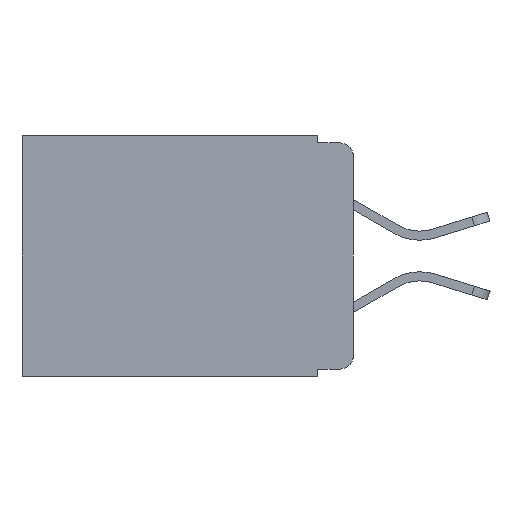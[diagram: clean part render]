
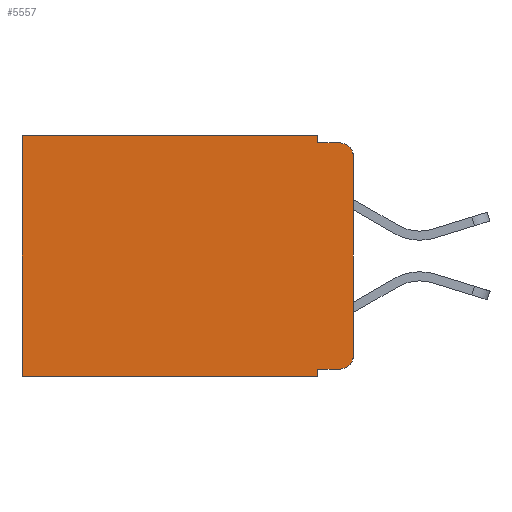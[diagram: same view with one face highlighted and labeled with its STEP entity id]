
A CAD part, left-side view. The second image highlights one B-rep face of the part: STEP entity #5557.
In plain terms, the highlighted planar face has unit normal (-1, 0, 0).
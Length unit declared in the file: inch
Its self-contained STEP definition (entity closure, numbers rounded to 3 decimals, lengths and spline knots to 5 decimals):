
#37 = VERTEX_POINT ( 'NONE', #7176 ) ;
#494 = DIRECTION ( 'NONE',  ( 0., 0., -1. ) ) ;
#810 = CARTESIAN_POINT ( 'NONE',  ( 0.298, 0.051, -0.01 ) ) ;
#816 = DIRECTION ( 'NONE',  ( 0., 0., -1. ) ) ;
#1224 = ORIENTED_EDGE ( 'NONE', *, *, #6465, .T. ) ;
#1226 = CARTESIAN_POINT ( 'NONE',  ( 0.298, 0.02, -0.333 ) ) ;
#1302 = ORIENTED_EDGE ( 'NONE', *, *, #8393, .F. ) ;
#1537 = VECTOR ( 'NONE', #8171, 39.37008 ) ;
#1570 = CARTESIAN_POINT ( 'NONE',  ( 0.298, 0., -0.343 ) ) ;
#1603 = VERTEX_POINT ( 'NONE', #6612 ) ;
#1637 = VERTEX_POINT ( 'NONE', #7018 ) ;
#1690 = PLANE ( 'NONE',  #7283 ) ;
#1758 = ORIENTED_EDGE ( 'NONE', *, *, #2255, .F. ) ;
#1978 = LINE ( 'NONE', #10046, #1537 ) ;
#2044 = CARTESIAN_POINT ( 'NONE',  ( 0.298, 0., -0.03 ) ) ;
#2255 = EDGE_CURVE ( 'NONE', #5825, #1603, #9753, .T. ) ;
#2616 = VECTOR ( 'NONE', #7031, 39.37008 ) ;
#2664 = VECTOR ( 'NONE', #5006, 39.37008 ) ;
#2804 = VECTOR ( 'NONE', #6186, 39.37008 ) ;
#3203 = ORIENTED_EDGE ( 'NONE', *, *, #11825, .F. ) ;
#3330 = VERTEX_POINT ( 'NONE', #5639 ) ;
#3425 = LINE ( 'NONE', #1570, #5894 ) ;
#3430 = CARTESIAN_POINT ( 'NONE',  ( 0.298, 0., 0. ) ) ;
#3712 = AXIS2_PLACEMENT_3D ( 'NONE', #4145, #6855, #9595 ) ;
#3769 = VECTOR ( 'NONE', #11815, 39.37008 ) ;
#3901 = LINE ( 'NONE', #10829, #3769 ) ;
#3991 = EDGE_CURVE ( 'NONE', #7773, #9038, #9938, .T. ) ;
#4145 = CARTESIAN_POINT ( 'NONE',  ( 0.298, 0.02, -0.03 ) ) ;
#4172 = ORIENTED_EDGE ( 'NONE', *, *, #10086, .F. ) ;
#4472 = VERTEX_POINT ( 'NONE', #6718 ) ;
#4952 = CARTESIAN_POINT ( 'NONE',  ( 0.298, 0., 0. ) ) ;
#4987 = CARTESIAN_POINT ( 'NONE',  ( 0.298, 0.051, 0. ) ) ;
#5006 = DIRECTION ( 'NONE',  ( 0., 0., -1. ) ) ;
#5345 = CARTESIAN_POINT ( 'NONE',  ( 0.298, 0., 0. ) ) ;
#5406 = EDGE_CURVE ( 'NONE', #4472, #3330, #3425, .T. ) ;
#5418 = VECTOR ( 'NONE', #7170, 39.37008 ) ;
#5557 = ADVANCED_FACE ( 'NONE', ( #7919 ), #1690, .F. ) ;
#5639 = CARTESIAN_POINT ( 'NONE',  ( 0.298, 0.473, -0.343 ) ) ;
#5709 = LINE ( 'NONE', #10468, #2664 ) ;
#5730 = AXIS2_PLACEMENT_3D ( 'NONE', #6024, #11500, #494 ) ;
#5825 = VERTEX_POINT ( 'NONE', #2044 ) ;
#5845 = VERTEX_POINT ( 'NONE', #4987 ) ;
#5894 = VECTOR ( 'NONE', #6066, 39.37008 ) ;
#6024 = CARTESIAN_POINT ( 'NONE',  ( 0.298, 0.02, -0.313 ) ) ;
#6038 = CIRCLE ( 'NONE', #5730, 0.02 ) ;
#6066 = DIRECTION ( 'NONE',  ( 0., 1., 0. ) ) ;
#6074 = VERTEX_POINT ( 'NONE', #9842 ) ;
#6136 = CARTESIAN_POINT ( 'NONE',  ( 0.298, 0.051, -0.333 ) ) ;
#6186 = DIRECTION ( 'NONE',  ( 0., -1., 0. ) ) ;
#6437 = CARTESIAN_POINT ( 'NONE',  ( 0.298, 0.051, -0.333 ) ) ;
#6465 = EDGE_CURVE ( 'NONE', #9038, #1603, #6038, .T. ) ;
#6612 = CARTESIAN_POINT ( 'NONE',  ( 0.298, 0., -0.313 ) ) ;
#6694 = EDGE_CURVE ( 'NONE', #1637, #3330, #1978, .T. ) ;
#6718 = CARTESIAN_POINT ( 'NONE',  ( 0.298, 0.051, -0.343 ) ) ;
#6855 = DIRECTION ( 'NONE',  ( -1., 0., 0. ) ) ;
#7018 = CARTESIAN_POINT ( 'NONE',  ( 0.298, 0.473, 0. ) ) ;
#7031 = DIRECTION ( 'NONE',  ( 0., -1., 0. ) ) ;
#7106 = ORIENTED_EDGE ( 'NONE', *, *, #7350, .T. ) ;
#7170 = DIRECTION ( 'NONE',  ( 0., 1., 0. ) ) ;
#7176 = CARTESIAN_POINT ( 'NONE',  ( 0.298, 0.02, -0.01 ) ) ;
#7283 = AXIS2_PLACEMENT_3D ( 'NONE', #5345, #8980, #816 ) ;
#7350 = EDGE_CURVE ( 'NONE', #5825, #37, #10163, .T. ) ;
#7439 = ORIENTED_EDGE ( 'NONE', *, *, #3991, .T. ) ;
#7773 = VERTEX_POINT ( 'NONE', #6437 ) ;
#7834 = ORIENTED_EDGE ( 'NONE', *, *, #6694, .T. ) ;
#7919 = FACE_OUTER_BOUND ( 'NONE', #11251, .T. ) ;
#8171 = DIRECTION ( 'NONE',  ( 0., 0., -1. ) ) ;
#8393 = EDGE_CURVE ( 'NONE', #5845, #6074, #5709, .T. ) ;
#8422 = LINE ( 'NONE', #3430, #5418 ) ;
#8597 = EDGE_CURVE ( 'NONE', #5845, #1637, #8422, .T. ) ;
#8899 = VECTOR ( 'NONE', #11364, 39.37008 ) ;
#8980 = DIRECTION ( 'NONE',  ( 1., 0., 0. ) ) ;
#9038 = VERTEX_POINT ( 'NONE', #1226 ) ;
#9574 = ORIENTED_EDGE ( 'NONE', *, *, #5406, .F. ) ;
#9595 = DIRECTION ( 'NONE',  ( 0., 0., -1. ) ) ;
#9710 = LINE ( 'NONE', #810, #2804 ) ;
#9753 = LINE ( 'NONE', #4952, #8899 ) ;
#9842 = CARTESIAN_POINT ( 'NONE',  ( 0.298, 0.051, -0.01 ) ) ;
#9938 = LINE ( 'NONE', #6136, #2616 ) ;
#10046 = CARTESIAN_POINT ( 'NONE',  ( 0.298, 0.473, 0. ) ) ;
#10086 = EDGE_CURVE ( 'NONE', #6074, #37, #9710, .T. ) ;
#10163 = CIRCLE ( 'NONE', #3712, 0.02 ) ;
#10468 = CARTESIAN_POINT ( 'NONE',  ( 0.298, 0.051, 0. ) ) ;
#10829 = CARTESIAN_POINT ( 'NONE',  ( 0.298, 0.051, 0. ) ) ;
#10990 = ORIENTED_EDGE ( 'NONE', *, *, #8597, .T. ) ;
#11251 = EDGE_LOOP ( 'NONE', ( #1758, #7106, #4172, #1302, #10990, #7834, #9574, #3203, #7439, #1224 ) ) ;
#11364 = DIRECTION ( 'NONE',  ( 0., 0., -1. ) ) ;
#11500 = DIRECTION ( 'NONE',  ( -1., 0., 0. ) ) ;
#11815 = DIRECTION ( 'NONE',  ( 0., 0., -1. ) ) ;
#11825 = EDGE_CURVE ( 'NONE', #7773, #4472, #3901, .T. ) ;
